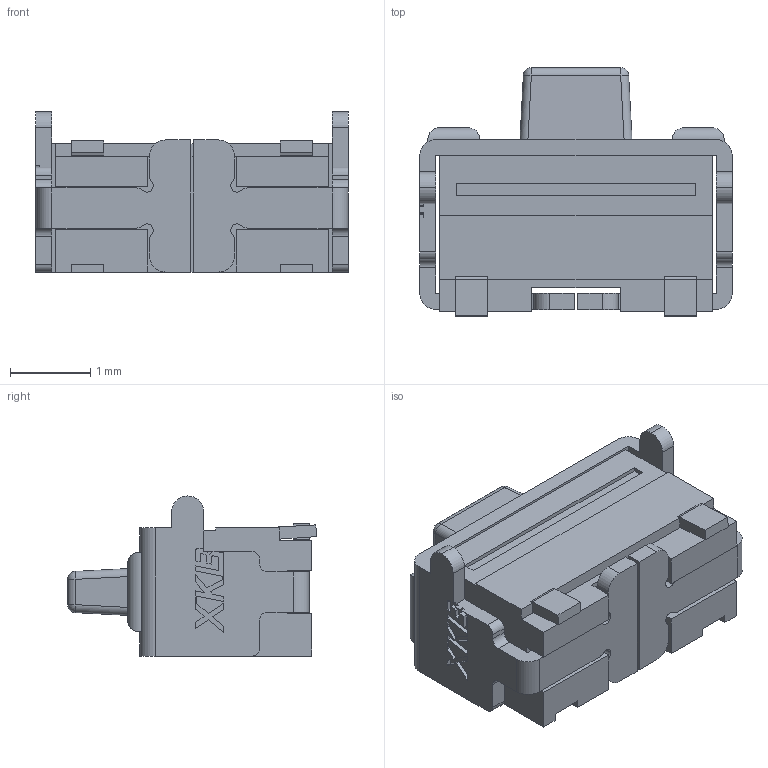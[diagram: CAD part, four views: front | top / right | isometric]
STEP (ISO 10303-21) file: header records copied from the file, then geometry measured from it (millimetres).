
FILE_DESCRIPTION(('STEP AP242'),'1');
FILE_NAME('ts-1010gs-a.stp','2021-11-02T12:48:41',('TraceParts'),('TraceParts S.A.'),'Spatial InterOp 3D',' ',' ');
FILE_SCHEMA(('AP242_MANAGED_MODEL_BASED_3D_ENGINEERING_MIM_LF {1 0 10303 442 1 1 4}'));
Length unit declared in the file: millimetre
Products named in the file (1): ts-1010gs-a
Bounding box: 3.9 x 3.11 x 2 mm (x, y, z)
Volume: 12.9 mm3; surface area: 59.5 mm2
Topology: 1 solids, 1 shells, 201 faces, 573 edges, 378 vertices
Faces by surface type: plane 137, cylinder 60, sphere 4
Entity records: 6594 total; most frequent: CARTESIAN_POINT 1273, ORIENTED_EDGE 1146, DIRECTION 1061, EDGE_CURVE 573, LINE 457, VECTOR 457, VERTEX_POINT 378, AXIS2_PLACEMENT_3D 302
